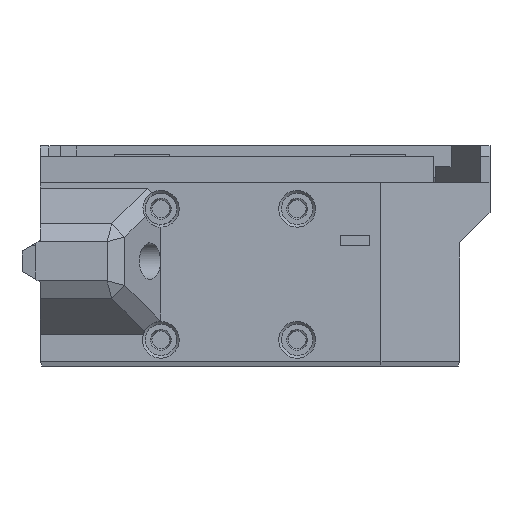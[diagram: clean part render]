
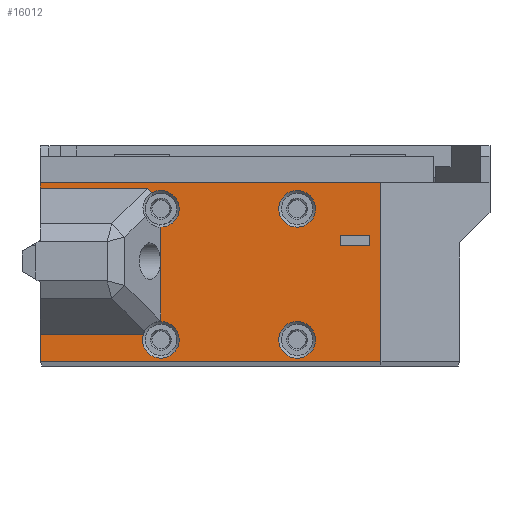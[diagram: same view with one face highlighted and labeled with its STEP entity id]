
A CAD part, front view. The second image highlights one B-rep face of the part: STEP entity #16012.
In plain terms, the highlighted planar face has unit normal (0, -1, 0).
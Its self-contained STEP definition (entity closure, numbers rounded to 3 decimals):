
#477=CIRCLE('',#17043,3.5);
#478=CIRCLE('',#17049,3.5);
#479=CIRCLE('',#17053,3.5);
#480=CIRCLE('',#17055,3.5);
#481=CIRCLE('',#17056,3.5);
#670=FACE_BOUND('',#2238,.T.);
#671=FACE_BOUND('',#2239,.T.);
#672=FACE_BOUND('',#2240,.T.);
#1274=FACE_OUTER_BOUND('',#2237,.T.);
#2237=EDGE_LOOP('',(#13274,#13275,#13276,#13277,#13278,#13279,#13280,#13281,
#13282,#13283,#13284,#13285,#13286,#13287));
#2238=EDGE_LOOP('',(#13288));
#2239=EDGE_LOOP('',(#13289,#13290,#13291,#13292));
#2240=EDGE_LOOP('',(#13293));
#3047=LINE('',#23688,#4899);
#3732=LINE('',#25626,#5584);
#3735=LINE('',#25631,#5587);
#3737=LINE('',#25635,#5589);
#3739=LINE('',#25638,#5591);
#3741=LINE('',#25645,#5593);
#3745=LINE('',#25650,#5597);
#3746=LINE('',#25652,#5598);
#3749=LINE('',#25667,#5601);
#3901=LINE('',#26007,#5753);
#3948=LINE('',#26127,#5800);
#3970=LINE('',#26280,#5822);
#3971=LINE('',#26282,#5823);
#3972=LINE('',#26283,#5824);
#3973=LINE('',#26284,#5825);
#4899=VECTOR('',#18420,10.);
#5584=VECTOR('',#20151,10.);
#5587=VECTOR('',#20156,10.);
#5589=VECTOR('',#20160,10.);
#5591=VECTOR('',#20164,10.);
#5593=VECTOR('',#20172,10.);
#5597=VECTOR('',#20178,10.);
#5598=VECTOR('',#20179,10.);
#5601=VECTOR('',#20194,10.);
#5753=VECTOR('',#20500,10.);
#5800=VECTOR('',#20653,10.);
#5822=VECTOR('',#20711,10.);
#5823=VECTOR('',#20712,10.);
#5824=VECTOR('',#20713,10.);
#5825=VECTOR('',#20714,10.);
#6647=VERTEX_POINT('',#23096);
#6894=VERTEX_POINT('',#23685);
#6895=VERTEX_POINT('',#23687);
#7309=VERTEX_POINT('',#24822);
#7387=VERTEX_POINT('',#25207);
#7388=VERTEX_POINT('',#25209);
#7448=VERTEX_POINT('',#25620);
#7449=VERTEX_POINT('',#25624);
#7450=VERTEX_POINT('',#25625);
#7451=VERTEX_POINT('',#25630);
#7452=VERTEX_POINT('',#25634);
#7453=VERTEX_POINT('',#25640);
#7454=VERTEX_POINT('',#25644);
#7455=VERTEX_POINT('',#25651);
#7456=VERTEX_POINT('',#25655);
#7457=VERTEX_POINT('',#25661);
#7458=VERTEX_POINT('',#25666);
#7563=VERTEX_POINT('',#26005);
#7571=VERTEX_POINT('',#26125);
#7588=VERTEX_POINT('',#26281);
#8457=EDGE_CURVE('',#6894,#6895,#3047,.T.);
#9337=EDGE_CURVE('',#7448,#7448,#477,.T.);
#9338=EDGE_CURVE('',#7449,#7450,#3732,.T.);
#9341=EDGE_CURVE('',#7450,#7451,#3735,.T.);
#9343=EDGE_CURVE('',#7451,#7452,#3737,.T.);
#9345=EDGE_CURVE('',#7449,#7452,#3739,.T.);
#9347=EDGE_CURVE('',#7453,#7453,#478,.T.);
#9348=EDGE_CURVE('',#7388,#7454,#3741,.F.);
#9352=EDGE_CURVE('',#7309,#7454,#3745,.T.);
#9353=EDGE_CURVE('',#7455,#7309,#3746,.T.);
#9355=EDGE_CURVE('',#7455,#7456,#479,.T.);
#9358=EDGE_CURVE('',#7457,#7388,#480,.T.);
#9359=EDGE_CURVE('',#7387,#7457,#481,.T.);
#9360=EDGE_CURVE('',#7456,#7458,#3749,.F.);
#9528=EDGE_CURVE('',#7387,#7563,#3901,.T.);
#9584=EDGE_CURVE('',#7571,#6647,#3948,.T.);
#9613=EDGE_CURVE('',#6647,#7563,#3970,.T.);
#9614=EDGE_CURVE('',#7571,#7588,#3971,.T.);
#9615=EDGE_CURVE('',#6895,#7588,#3972,.T.);
#9616=EDGE_CURVE('',#6894,#7458,#3973,.T.);
#13274=ORIENTED_EDGE('',*,*,#9359,.F.);
#13275=ORIENTED_EDGE('',*,*,#9528,.T.);
#13276=ORIENTED_EDGE('',*,*,#9613,.F.);
#13277=ORIENTED_EDGE('',*,*,#9584,.F.);
#13278=ORIENTED_EDGE('',*,*,#9614,.T.);
#13279=ORIENTED_EDGE('',*,*,#9615,.F.);
#13280=ORIENTED_EDGE('',*,*,#8457,.F.);
#13281=ORIENTED_EDGE('',*,*,#9616,.T.);
#13282=ORIENTED_EDGE('',*,*,#9360,.F.);
#13283=ORIENTED_EDGE('',*,*,#9355,.F.);
#13284=ORIENTED_EDGE('',*,*,#9353,.T.);
#13285=ORIENTED_EDGE('',*,*,#9352,.T.);
#13286=ORIENTED_EDGE('',*,*,#9348,.F.);
#13287=ORIENTED_EDGE('',*,*,#9358,.F.);
#13288=ORIENTED_EDGE('',*,*,#9347,.F.);
#13289=ORIENTED_EDGE('',*,*,#9345,.T.);
#13290=ORIENTED_EDGE('',*,*,#9343,.F.);
#13291=ORIENTED_EDGE('',*,*,#9341,.F.);
#13292=ORIENTED_EDGE('',*,*,#9338,.F.);
#13293=ORIENTED_EDGE('',*,*,#9337,.F.);
#15220=PLANE('',#17205);
#16012=ADVANCED_FACE('',(#1274,#670,#671,#672),#15220,.T.);
#17043=AXIS2_PLACEMENT_3D('',#25622,#20147,#20148);
#17049=AXIS2_PLACEMENT_3D('',#25642,#20168,#20169);
#17053=AXIS2_PLACEMENT_3D('',#25656,#20183,#20184);
#17055=AXIS2_PLACEMENT_3D('',#25663,#20188,#20189);
#17056=AXIS2_PLACEMENT_3D('',#25664,#20190,#20191);
#17205=AXIS2_PLACEMENT_3D('',#26279,#20709,#20710);
#18420=DIRECTION('',(0.,0.,1.));
#20147=DIRECTION('center_axis',(0.,-1.,0.));
#20148=DIRECTION('ref_axis',(-1.,0.,0.));
#20151=DIRECTION('',(0.,0.,1.));
#20156=DIRECTION('',(-1.,0.,0.));
#20160=DIRECTION('',(0.,0.,-1.));
#20164=DIRECTION('',(-1.,0.,0.));
#20168=DIRECTION('center_axis',(0.,-1.,0.));
#20169=DIRECTION('ref_axis',(-1.,0.,0.));
#20172=DIRECTION('',(-0.707,0.,-0.707));
#20178=DIRECTION('',(0.,0.,-1.));
#20179=DIRECTION('',(0.,0.,-1.));
#20183=DIRECTION('center_axis',(0.,-1.,0.));
#20184=DIRECTION('ref_axis',(1.,0.,0.));
#20188=DIRECTION('center_axis',(0.,-1.,0.));
#20189=DIRECTION('ref_axis',(-1.,0.,0.));
#20190=DIRECTION('center_axis',(0.,-1.,0.));
#20191=DIRECTION('ref_axis',(-1.,0.,0.));
#20194=DIRECTION('',(0.707,0.,-0.707));
#20500=DIRECTION('',(-1.,0.,0.));
#20653=DIRECTION('',(-1.,0.,0.));
#20709=DIRECTION('center_axis',(0.,-1.,0.));
#20710=DIRECTION('ref_axis',(1.,0.,0.));
#20711=DIRECTION('',(0.,0.,1.));
#20712=DIRECTION('',(0.,0.,1.));
#20713=DIRECTION('',(1.,0.,0.));
#20714=DIRECTION('',(1.,0.,0.));
#23096=CARTESIAN_POINT('',(-36.,-15.,0.824));
#23685=CARTESIAN_POINT('',(-36.,-15.,33.939));
#23687=CARTESIAN_POINT('',(-36.,-15.,35.));
#23688=CARTESIAN_POINT('',(-36.,-15.,0.));
#24822=CARTESIAN_POINT('',(-13.061,-15.,20.));
#25207=CARTESIAN_POINT('',(-16.335,-15.,6.061));
#25209=CARTESIAN_POINT('',(-13.141,-15.,8.497));
#25620=CARTESIAN_POINT('',(16.5,-15.,30.));
#25622=CARTESIAN_POINT('Origin',(13.,-15.,30.));
#25624=CARTESIAN_POINT('',(26.8,-15.,23.));
#25625=CARTESIAN_POINT('',(26.8,-15.,25.));
#25626=CARTESIAN_POINT('',(26.8,-15.,12.8));
#25630=CARTESIAN_POINT('',(21.2,-15.,25.));
#25631=CARTESIAN_POINT('',(21.2,-15.,25.));
#25634=CARTESIAN_POINT('',(21.2,-15.,23.));
#25635=CARTESIAN_POINT('',(21.2,-15.,12.8));
#25638=CARTESIAN_POINT('',(-6.,-15.,23.));
#25640=CARTESIAN_POINT('',(16.5,-15.,5.));
#25642=CARTESIAN_POINT('Origin',(13.,-15.,5.));
#25644=CARTESIAN_POINT('',(-13.061,-15.,8.577));
#25645=CARTESIAN_POINT('',(-21.569,-15.,0.069));
#25650=CARTESIAN_POINT('',(-13.061,-15.,10.));
#25651=CARTESIAN_POINT('',(-13.061,-15.,26.501));
#25652=CARTESIAN_POINT('',(-13.061,-15.,10.));
#25655=CARTESIAN_POINT('',(-14.699,-15.,33.06));
#25656=CARTESIAN_POINT('Origin',(-13.,-15.,30.));
#25661=CARTESIAN_POINT('',(-9.5,-15.,5.));
#25663=CARTESIAN_POINT('Origin',(-13.,-15.,5.));
#25664=CARTESIAN_POINT('Origin',(-13.,-15.,5.));
#25666=CARTESIAN_POINT('',(-15.577,-15.,33.939));
#25667=CARTESIAN_POINT('',(-11.569,-15.,29.931));
#26005=CARTESIAN_POINT('',(-36.,-15.,6.061));
#26007=CARTESIAN_POINT('',(-36.,-15.,6.061));
#26125=CARTESIAN_POINT('',(29.,-15.,0.824));
#26127=CARTESIAN_POINT('',(-17.049,-15.,0.824));
#26279=CARTESIAN_POINT('Origin',(-36.,-15.,0.));
#26280=CARTESIAN_POINT('',(-36.,-15.,0.));
#26281=CARTESIAN_POINT('',(29.,-15.,35.));
#26282=CARTESIAN_POINT('',(29.,-15.,0.));
#26283=CARTESIAN_POINT('',(-36.,-15.,35.));
#26284=CARTESIAN_POINT('',(-36.,-15.,33.939));
